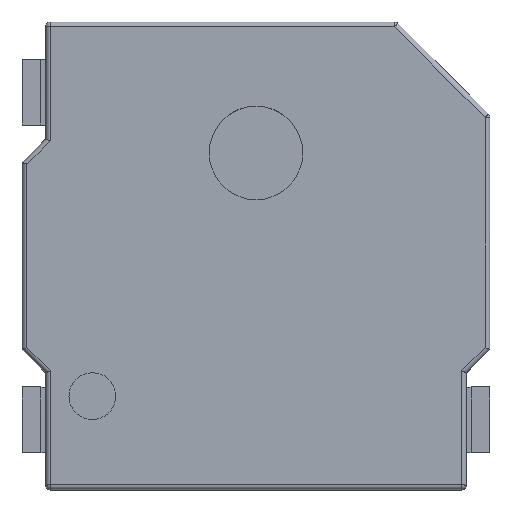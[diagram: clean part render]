
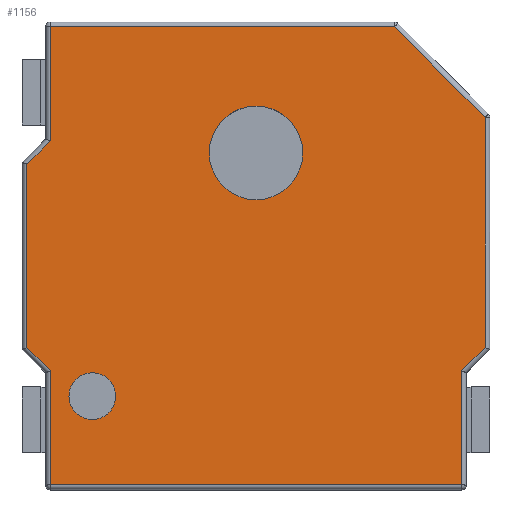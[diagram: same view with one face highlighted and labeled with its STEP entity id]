
A CAD part, top view. The second image highlights one B-rep face of the part: STEP entity #1156.
In plain terms, the highlighted planar face has unit normal (0, 0, 1).
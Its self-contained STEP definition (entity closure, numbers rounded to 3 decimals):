
#34=FACE_BOUND('',#448,.T.);
#35=FACE_BOUND('',#449,.T.);
#43=PLANE('',#1262);
#89=LINE('',#1683,#214);
#93=LINE('',#1699,#218);
#96=LINE('',#1705,#221);
#99=LINE('',#1722,#224);
#101=LINE('',#1734,#226);
#103=LINE('',#1737,#228);
#108=LINE('',#1749,#233);
#110=LINE('',#1755,#235);
#112=LINE('',#1761,#237);
#114=LINE('',#1767,#239);
#115=LINE('',#1770,#240);
#214=VECTOR('',#1348,10.);
#218=VECTOR('',#1366,10.);
#221=VECTOR('',#1371,10.);
#224=VECTOR('',#1390,10.);
#226=VECTOR('',#1404,10.);
#228=VECTOR('',#1408,10.);
#233=VECTOR('',#1419,10.);
#235=VECTOR('',#1425,10.);
#237=VECTOR('',#1431,10.);
#239=VECTOR('',#1437,10.);
#240=VECTOR('',#1442,10.);
#381=FACE_OUTER_BOUND('',#447,.T.);
#447=EDGE_LOOP('',(#898,#899,#900,#901,#902,#903,#904,#905,#906,#907,#908));
#448=EDGE_LOOP('',(#909,#910));
#449=EDGE_LOOP('',(#911,#912));
#511=CIRCLE('',#1263,0.5);
#512=CIRCLE('',#1264,0.5);
#513=CIRCLE('',#1265,0.25);
#514=CIRCLE('',#1266,0.25);
#526=VERTEX_POINT('',#1658);
#531=VERTEX_POINT('',#1671);
#536=VERTEX_POINT('',#1687);
#541=VERTEX_POINT('',#1704);
#543=VERTEX_POINT('',#1709);
#547=VERTEX_POINT('',#1721);
#551=VERTEX_POINT('',#1730);
#555=VERTEX_POINT('',#1748);
#557=VERTEX_POINT('',#1754);
#559=VERTEX_POINT('',#1760);
#561=VERTEX_POINT('',#1766);
#568=VERTEX_POINT('',#1795);
#569=VERTEX_POINT('',#1796);
#570=VERTEX_POINT('',#1799);
#571=VERTEX_POINT('',#1800);
#642=EDGE_CURVE('',#526,#531,#89,.T.);
#650=EDGE_CURVE('',#531,#536,#93,.T.);
#653=EDGE_CURVE('',#536,#541,#96,.T.);
#661=EDGE_CURVE('',#541,#547,#99,.T.);
#667=EDGE_CURVE('',#547,#551,#101,.T.);
#669=EDGE_CURVE('',#551,#543,#103,.T.);
#675=EDGE_CURVE('',#543,#555,#108,.T.);
#678=EDGE_CURVE('',#555,#557,#110,.T.);
#681=EDGE_CURVE('',#557,#559,#112,.T.);
#684=EDGE_CURVE('',#559,#561,#114,.T.);
#686=EDGE_CURVE('',#561,#526,#115,.T.);
#699=EDGE_CURVE('',#568,#569,#511,.T.);
#700=EDGE_CURVE('',#569,#568,#512,.T.);
#701=EDGE_CURVE('',#570,#571,#513,.T.);
#702=EDGE_CURVE('',#571,#570,#514,.T.);
#898=ORIENTED_EDGE('',*,*,#642,.F.);
#899=ORIENTED_EDGE('',*,*,#686,.F.);
#900=ORIENTED_EDGE('',*,*,#684,.F.);
#901=ORIENTED_EDGE('',*,*,#681,.F.);
#902=ORIENTED_EDGE('',*,*,#678,.F.);
#903=ORIENTED_EDGE('',*,*,#675,.F.);
#904=ORIENTED_EDGE('',*,*,#669,.F.);
#905=ORIENTED_EDGE('',*,*,#667,.F.);
#906=ORIENTED_EDGE('',*,*,#661,.F.);
#907=ORIENTED_EDGE('',*,*,#653,.F.);
#908=ORIENTED_EDGE('',*,*,#650,.F.);
#909=ORIENTED_EDGE('',*,*,#699,.F.);
#910=ORIENTED_EDGE('',*,*,#700,.F.);
#911=ORIENTED_EDGE('',*,*,#701,.F.);
#912=ORIENTED_EDGE('',*,*,#702,.F.);
#1156=ADVANCED_FACE('',(#381,#34,#35),#43,.F.);
#1262=AXIS2_PLACEMENT_3D('',#1794,#1465,#1466);
#1263=AXIS2_PLACEMENT_3D('',#1797,#1467,#1468);
#1264=AXIS2_PLACEMENT_3D('',#1798,#1469,#1470);
#1265=AXIS2_PLACEMENT_3D('',#1801,#1471,#1472);
#1266=AXIS2_PLACEMENT_3D('',#1802,#1473,#1474);
#1348=DIRECTION('',(1.,0.,0.));
#1366=DIRECTION('',(0.707,-0.707,0.));
#1371=DIRECTION('',(0.,-1.,0.));
#1390=DIRECTION('',(-0.707,-0.707,0.));
#1404=DIRECTION('',(0.,-1.,0.));
#1408=DIRECTION('',(-1.,0.,0.));
#1419=DIRECTION('',(0.,1.,0.));
#1425=DIRECTION('',(-0.707,0.707,0.));
#1431=DIRECTION('',(0.,1.,0.));
#1437=DIRECTION('',(0.707,0.707,0.));
#1442=DIRECTION('',(0.,1.,0.));
#1465=DIRECTION('center_axis',(0.,0.,-1.));
#1466=DIRECTION('ref_axis',(0.,1.,0.));
#1467=DIRECTION('center_axis',(0.,0.,1.));
#1468=DIRECTION('ref_axis',(0.,-1.,0.));
#1469=DIRECTION('center_axis',(0.,0.,1.));
#1470=DIRECTION('ref_axis',(0.,-1.,0.));
#1471=DIRECTION('center_axis',(0.,0.,1.));
#1472=DIRECTION('ref_axis',(0.,-1.,0.));
#1473=DIRECTION('center_axis',(0.,0.,1.));
#1474=DIRECTION('ref_axis',(0.,-1.,0.));
#1658=CARTESIAN_POINT('',(-2.2,2.45,2.));
#1671=CARTESIAN_POINT('',(1.479,2.45,2.));
#1683=CARTESIAN_POINT('',(0.,2.45,2.));
#1687=CARTESIAN_POINT('',(2.45,1.479,2.));
#1699=CARTESIAN_POINT('',(2.902,1.027,2.));
#1704=CARTESIAN_POINT('',(2.45,-0.979,2.));
#1705=CARTESIAN_POINT('',(2.45,-0.5,2.));
#1709=CARTESIAN_POINT('',(-2.2,-2.45,2.));
#1721=CARTESIAN_POINT('',(2.2,-1.229,2.));
#1722=CARTESIAN_POINT('',(2.027,-1.402,2.));
#1730=CARTESIAN_POINT('',(2.2,-2.45,2.));
#1734=CARTESIAN_POINT('',(2.2,-1.875,2.));
#1737=CARTESIAN_POINT('',(2.25,-2.45,2.));
#1748=CARTESIAN_POINT('',(-2.2,-1.229,2.));
#1749=CARTESIAN_POINT('',(-2.2,-2.5,2.));
#1754=CARTESIAN_POINT('',(-2.45,-0.979,2.));
#1755=CARTESIAN_POINT('',(-0.777,-2.652,2.));
#1760=CARTESIAN_POINT('',(-2.45,0.979,2.));
#1761=CARTESIAN_POINT('',(-2.45,-1.75,2.));
#1766=CARTESIAN_POINT('',(-2.2,1.229,2.));
#1767=CARTESIAN_POINT('',(-2.152,1.277,2.));
#1770=CARTESIAN_POINT('',(-2.2,-0.625,2.));
#1794=CARTESIAN_POINT('Origin',(2.25,-2.5,2.));
#1795=CARTESIAN_POINT('',(0.,0.6,2.));
#1796=CARTESIAN_POINT('',(0.,1.6,2.));
#1797=CARTESIAN_POINT('Origin',(0.,1.1,2.));
#1798=CARTESIAN_POINT('Origin',(0.,1.1,2.));
#1799=CARTESIAN_POINT('',(-1.75,-1.75,2.));
#1800=CARTESIAN_POINT('',(-1.75,-1.25,2.));
#1801=CARTESIAN_POINT('Origin',(-1.75,-1.5,2.));
#1802=CARTESIAN_POINT('Origin',(-1.75,-1.5,2.));
